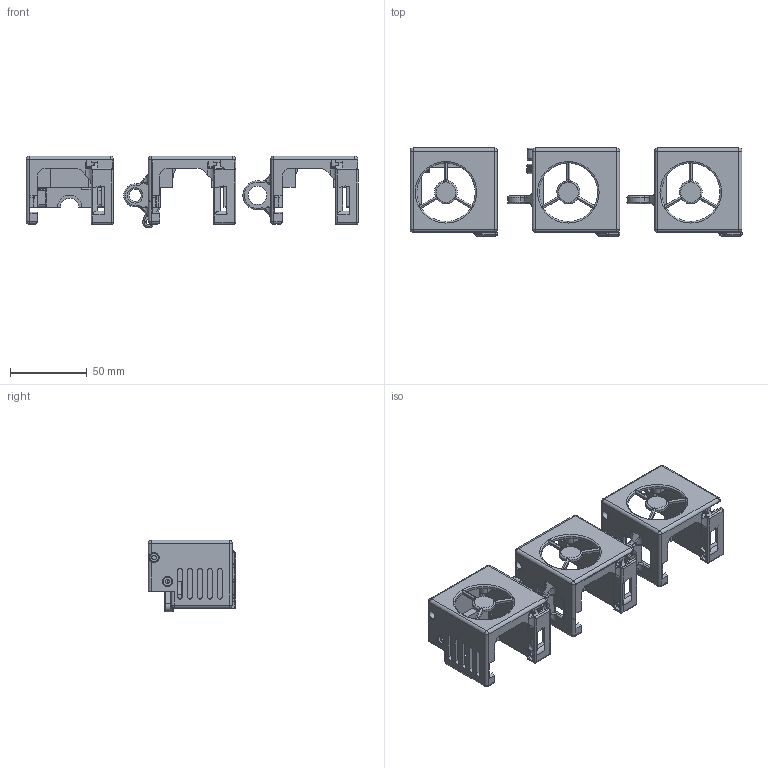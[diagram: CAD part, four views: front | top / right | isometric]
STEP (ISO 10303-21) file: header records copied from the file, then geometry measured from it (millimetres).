
FILE_DESCRIPTION(/* description */ (''),/* implementation_level */ '2;1');
FILE_NAME(/* name */ 'BLV Cube carriage.step',/* time_stamp */ '2018-01-07T11:32:52+02:00',/* author */ ('suju44F2J'),/* organization */ (''),/* preprocessor_version */ 'ST-DEVELOPER v16.13',/* originating_system */ 'Autodesk Translation Framework v6.5.0.72',/* authorisation */ '');
FILE_SCHEMA (('AUTOMOTIVE_DESIGN { 1 0 10303 214 3 1 1 }'));
Length unit declared in the file: millimetre
Products named in the file (3): BLV Prusa Mgn12 V2; CR block; locker
Assembly tree (2 placements, depth 3):
  BLV Prusa Mgn12 V2
    CR block
      locker
Bounding box: 217 x 57.5 x 46.86 mm (x, y, z)
Volume: 108888.1 mm3; surface area: 78885 mm2
Topology: 5 solids, 5 shells, 1227 faces, 3268 edges, 2037 vertices
Faces by surface type: plane 539, cylinder 463, torus 97, bspline 82, sphere 46
Full cylindrical faces by diameter (mm): 2.9 x28, 3 x28, 3.2 x2, 5.5 x13, 8.1 x1, 12.1 x1
Entity records: 41874 total; most frequent: CARTESIAN_POINT 10984, ORIENTED_EDGE 6522, DIRECTION 6358, EDGE_CURVE 3261, AXIS2_PLACEMENT_3D 2226, VERTEX_POINT 2037, LINE 1906, VECTOR 1906
